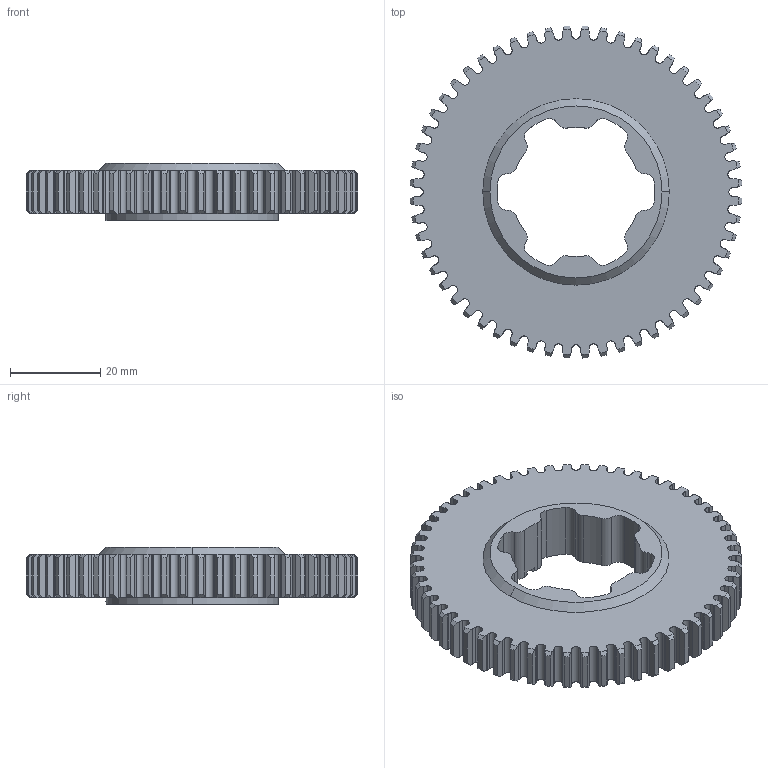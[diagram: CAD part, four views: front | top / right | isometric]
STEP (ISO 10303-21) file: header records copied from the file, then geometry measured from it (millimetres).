
FILE_DESCRIPTION (( 'STEP AP203' ), '1' );
FILE_NAME ('REV-21-3022.STEP', '2022-04-04T19:46:28', ( '' ), ( '' ), 'SwSTEP 2.0', 'SolidWorks 2022', '' );
FILE_SCHEMA (( 'CONFIG_CONTROL_DESIGN' ));
Length unit declared in the file: inch
Products named in the file (1): REV-21-3022
Bounding box: 73.5 x 73.5 x 12.7 mm (x, y, z)
Volume: 17095.9 mm3; surface area: 14075.3 mm2
Topology: 1 solids, 1 shells, 647 faces, 1923 edges, 1280 vertices
Faces by surface type: bspline 224, cylinder 182, plane 120, cone 117, torus 4
Entity records: 28508 total; most frequent: CARTESIAN_POINT 12594, ORIENTED_EDGE 3846, DIRECTION 2591, EDGE_CURVE 1923, VERTEX_POINT 1280, AXIS2_PLACEMENT_3D 919, LINE 753, VECTOR 753
